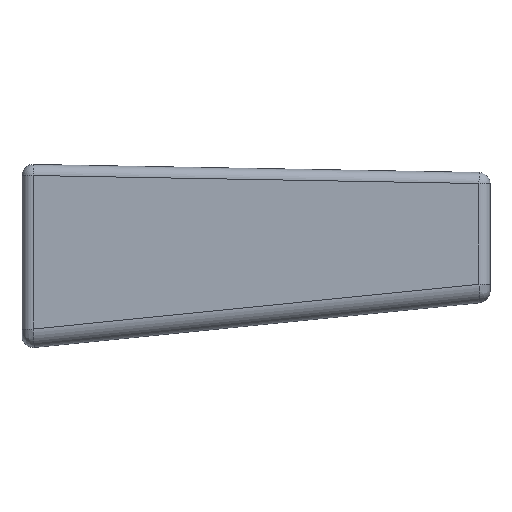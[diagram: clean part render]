
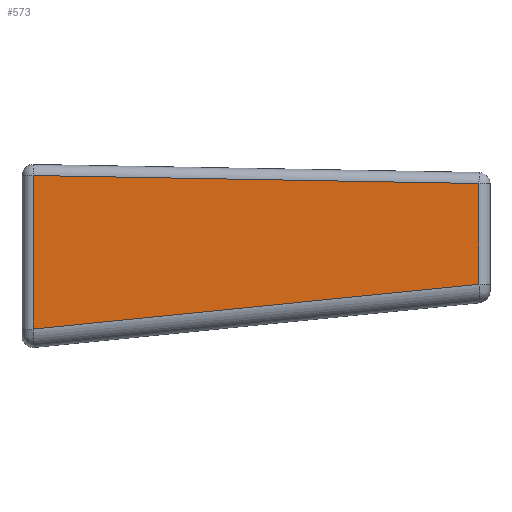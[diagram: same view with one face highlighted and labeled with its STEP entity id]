
A CAD part, top view. The second image highlights one B-rep face of the part: STEP entity #573.
In plain terms, the highlighted planar face has unit normal (0, 0, 1).
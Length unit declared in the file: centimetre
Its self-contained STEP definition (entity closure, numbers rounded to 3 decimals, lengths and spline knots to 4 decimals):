
#76=LINE('',#966,#122);
#77=LINE('',#969,#123);
#78=LINE('',#971,#124);
#79=LINE('',#973,#125);
#122=VECTOR('',#755,100.);
#123=VECTOR('',#756,100.);
#124=VECTOR('',#757,100.);
#125=VECTOR('',#758,100.);
#176=ORIENTED_EDGE('',*,*,#344,.T.);
#177=ORIENTED_EDGE('',*,*,#345,.T.);
#178=ORIENTED_EDGE('',*,*,#346,.T.);
#179=ORIENTED_EDGE('',*,*,#347,.T.);
#344=EDGE_CURVE('',#424,#425,#76,.F.);
#345=EDGE_CURVE('',#425,#426,#77,.T.);
#346=EDGE_CURVE('',#426,#427,#78,.T.);
#347=EDGE_CURVE('',#427,#424,#79,.T.);
#424=VERTEX_POINT('',#967);
#425=VERTEX_POINT('',#968);
#426=VERTEX_POINT('',#970);
#427=VERTEX_POINT('',#972);
#473=EDGE_LOOP('',(#176,#177,#178,#179));
#515=FACE_BOUND('',#473,.T.);
#557=PLANE('',#634);
#573=ADVANCED_FACE('',(#515),#557,.T.);
#634=AXIS2_PLACEMENT_3D('',#965,#753,#754);
#753=DIRECTION('',(0.,0.,1.));
#754=DIRECTION('',(1.,0.,0.));
#755=DIRECTION('',(0.,-1.,0.));
#756=DIRECTION('',(-1.,0.018,0.));
#757=DIRECTION('',(0.,-1.,0.));
#758=DIRECTION('',(0.995,0.1,0.));
#965=CARTESIAN_POINT('',(0.,-2.3862,1.2));
#966=CARTESIAN_POINT('',(6.8486,-2.3862,1.2));
#967=CARTESIAN_POINT('',(6.8486,-9.246,1.2));
#968=CARTESIAN_POINT('',(6.8486,-6.5131,1.2));
#969=CARTESIAN_POINT('',(-5.2406,-6.2963,1.2));
#970=CARTESIAN_POINT('',(-5.2406,-6.2963,1.2));
#971=CARTESIAN_POINT('',(-5.2406,-10.9909,1.2));
#972=CARTESIAN_POINT('',(-5.2406,-10.4583,1.2));
#973=CARTESIAN_POINT('',(6.7987,-9.251,1.2));
